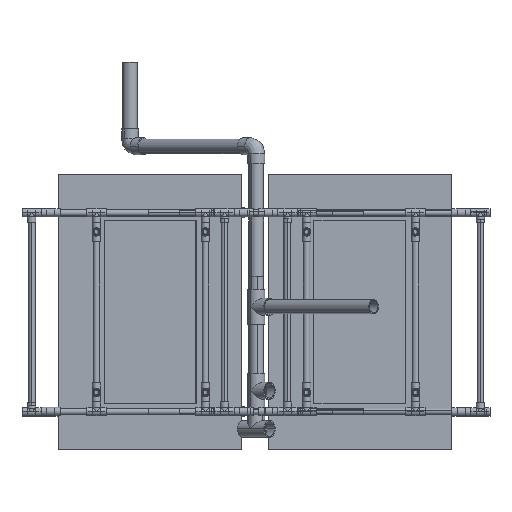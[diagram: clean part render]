
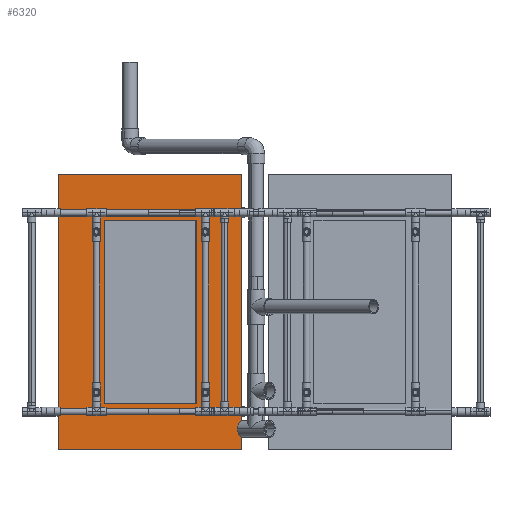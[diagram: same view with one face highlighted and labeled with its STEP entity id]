
A CAD part, front view. The second image highlights one B-rep face of the part: STEP entity #6320.
In plain terms, the highlighted planar face has unit normal (0, -1, 0).
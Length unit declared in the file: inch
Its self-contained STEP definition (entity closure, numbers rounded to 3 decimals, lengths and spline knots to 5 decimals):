
#79 = DIRECTION ( 'NONE',  ( -1., 0., 0. ) ) ;
#93 = VECTOR ( 'NONE', #79, 39.37008 ) ;
#156 = EDGE_CURVE ( 'NONE', #956, #2671, #6975, .T. ) ;
#308 = VECTOR ( 'NONE', #7583, 39.37008 ) ;
#374 = EDGE_CURVE ( 'NONE', #1120, #956, #5899, .T. ) ;
#377 = EDGE_CURVE ( 'NONE', #2365, #8627, #3419, .T. ) ;
#755 = ORIENTED_EDGE ( 'NONE', *, *, #156, .T. ) ;
#759 = DIRECTION ( 'NONE',  ( 0., 0., 1. ) ) ;
#956 = VERTEX_POINT ( 'NONE', #1820 ) ;
#1000 = CARTESIAN_POINT ( 'NONE',  ( -12., 5.5, -18.00579 ) ) ;
#1091 = CARTESIAN_POINT ( 'NONE',  ( 12.02507, 5.5, 18. ) ) ;
#1120 = VERTEX_POINT ( 'NONE', #5279 ) ;
#1305 = CARTESIAN_POINT ( 'NONE',  ( 6.02507, 5.5, 12. ) ) ;
#1347 = CARTESIAN_POINT ( 'NONE',  ( 0., 5.5, 0. ) ) ;
#1362 = CARTESIAN_POINT ( 'NONE',  ( 12.02507, 5.5, 12. ) ) ;
#1376 = PLANE ( 'NONE',  #4677 ) ;
#1611 = VERTEX_POINT ( 'NONE', #1091 ) ;
#1679 = LINE ( 'NONE', #2202, #8422 ) ;
#1695 = CARTESIAN_POINT ( 'NONE',  ( -6., 5.5, -12.00579 ) ) ;
#1820 = CARTESIAN_POINT ( 'NONE',  ( -12., 5.5, -18.00579 ) ) ;
#2024 = CARTESIAN_POINT ( 'NONE',  ( 12.02507, 5.5, 12. ) ) ;
#2202 = CARTESIAN_POINT ( 'NONE',  ( -6., 5.5, 12. ) ) ;
#2365 = VERTEX_POINT ( 'NONE', #1305 ) ;
#2671 = VERTEX_POINT ( 'NONE', #5864 ) ;
#3108 = CARTESIAN_POINT ( 'NONE',  ( -6., 5.5, 12. ) ) ;
#3171 = CARTESIAN_POINT ( 'NONE',  ( 6.02507, 5.5, -12.00579 ) ) ;
#3292 = ORIENTED_EDGE ( 'NONE', *, *, #4528, .T. ) ;
#3419 = LINE ( 'NONE', #2024, #93 ) ;
#3422 = EDGE_CURVE ( 'NONE', #8627, #4084, #1679, .T. ) ;
#3490 = VECTOR ( 'NONE', #759, 39.37008 ) ;
#3540 = EDGE_CURVE ( 'NONE', #1611, #1120, #5011, .T. ) ;
#4073 = DIRECTION ( 'NONE',  ( -1., 0., 0. ) ) ;
#4084 = VERTEX_POINT ( 'NONE', #1695 ) ;
#4145 = VECTOR ( 'NONE', #4073, 39.37008 ) ;
#4206 = ORIENTED_EDGE ( 'NONE', *, *, #374, .T. ) ;
#4528 = EDGE_CURVE ( 'NONE', #2671, #1611, #4782, .T. ) ;
#4555 = DIRECTION ( 'NONE',  ( 1., 0., 0. ) ) ;
#4677 = AXIS2_PLACEMENT_3D ( 'NONE', #1347, #6231, #5583 ) ;
#4748 = FACE_OUTER_BOUND ( 'NONE', #5796, .T. ) ;
#4764 = CARTESIAN_POINT ( 'NONE',  ( -12., 5.5, -12.00579 ) ) ;
#4782 = LINE ( 'NONE', #1362, #3490 ) ;
#5011 = LINE ( 'NONE', #6252, #4145 ) ;
#5059 = ORIENTED_EDGE ( 'NONE', *, *, #377, .F. ) ;
#5112 = EDGE_CURVE ( 'NONE', #4084, #6724, #7009, .T. ) ;
#5279 = CARTESIAN_POINT ( 'NONE',  ( -12., 5.5, 18. ) ) ;
#5382 = VECTOR ( 'NONE', #8465, 39.37008 ) ;
#5583 = DIRECTION ( 'NONE',  ( 0., 0., 1. ) ) ;
#5681 = CARTESIAN_POINT ( 'NONE',  ( 6.02507, 5.5, -18.00579 ) ) ;
#5706 = ORIENTED_EDGE ( 'NONE', *, *, #7729, .F. ) ;
#5759 = CARTESIAN_POINT ( 'NONE',  ( -12., 5.5, -12.00579 ) ) ;
#5796 = EDGE_LOOP ( 'NONE', ( #7540, #4206, #755, #3292 ) ) ;
#5824 = DIRECTION ( 'NONE',  ( 1., 0., 0. ) ) ;
#5864 = CARTESIAN_POINT ( 'NONE',  ( 12.02507, 5.5, -18.00579 ) ) ;
#5899 = LINE ( 'NONE', #4764, #308 ) ;
#5923 = FACE_BOUND ( 'NONE', #6851, .T. ) ;
#6113 = ORIENTED_EDGE ( 'NONE', *, *, #5112, .F. ) ;
#6222 = VECTOR ( 'NONE', #5824, 39.37008 ) ;
#6231 = DIRECTION ( 'NONE',  ( 0., 1., 0. ) ) ;
#6252 = CARTESIAN_POINT ( 'NONE',  ( 12.02507, 5.5, 18. ) ) ;
#6320 = ADVANCED_FACE ( 'NONE', ( #4748, #5923 ), #1376, .F. ) ;
#6724 = VERTEX_POINT ( 'NONE', #3171 ) ;
#6851 = EDGE_LOOP ( 'NONE', ( #7058, #5059, #5706, #6113 ) ) ;
#6975 = LINE ( 'NONE', #1000, #6222 ) ;
#7009 = LINE ( 'NONE', #5759, #8579 ) ;
#7058 = ORIENTED_EDGE ( 'NONE', *, *, #3422, .F. ) ;
#7210 = LINE ( 'NONE', #5681, #5382 ) ;
#7540 = ORIENTED_EDGE ( 'NONE', *, *, #3540, .T. ) ;
#7583 = DIRECTION ( 'NONE',  ( 0., 0., -1. ) ) ;
#7634 = DIRECTION ( 'NONE',  ( 0., 0., -1. ) ) ;
#7729 = EDGE_CURVE ( 'NONE', #6724, #2365, #7210, .T. ) ;
#8422 = VECTOR ( 'NONE', #7634, 39.37008 ) ;
#8465 = DIRECTION ( 'NONE',  ( 0., 0., 1. ) ) ;
#8579 = VECTOR ( 'NONE', #4555, 39.37008 ) ;
#8627 = VERTEX_POINT ( 'NONE', #3108 ) ;
